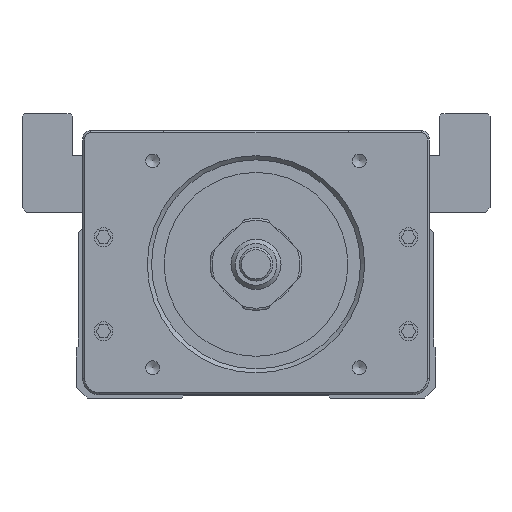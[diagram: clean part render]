
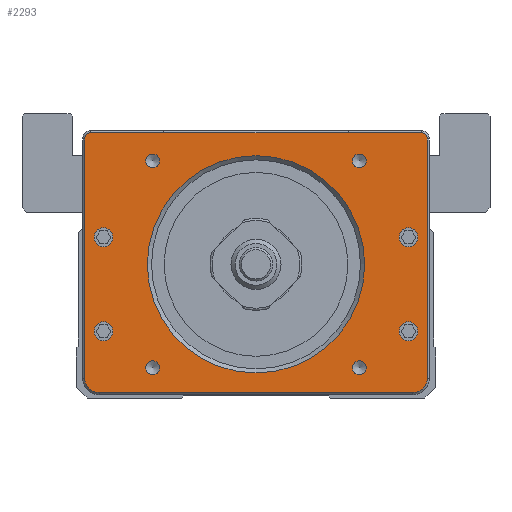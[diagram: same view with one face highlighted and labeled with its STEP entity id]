
A CAD part, front view. The second image highlights one B-rep face of the part: STEP entity #2293.
In plain terms, the highlighted planar face has unit normal (0, -1, 0).
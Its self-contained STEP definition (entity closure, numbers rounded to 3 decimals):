
#2293=ADVANCED_FACE('',(#8558,#8559,#8560,#8561,#8562,#8563,#8564,#8565,
#8566,#8567),#3380,.F.);
#3380=PLANE('',#23393);
#5007=LINE('',#34651,#7174);
#5008=LINE('',#34656,#7175);
#5009=LINE('',#34660,#7176);
#5010=LINE('',#34664,#7177);
#7174=VECTOR('',#27396,1.);
#7175=VECTOR('',#27399,1.);
#7176=VECTOR('',#27402,1.);
#7177=VECTOR('',#27405,1.);
#8558=FACE_BOUND('',#9713,.T.);
#8559=FACE_BOUND('',#9714,.T.);
#8560=FACE_BOUND('',#9715,.T.);
#8561=FACE_BOUND('',#9716,.T.);
#8562=FACE_BOUND('',#9717,.T.);
#8563=FACE_BOUND('',#9718,.T.);
#8564=FACE_BOUND('',#9719,.T.);
#8565=FACE_BOUND('',#9720,.T.);
#8566=FACE_BOUND('',#9721,.T.);
#8567=FACE_BOUND('',#9722,.T.);
#9713=EDGE_LOOP('',(#13587));
#9714=EDGE_LOOP('',(#13588));
#9715=EDGE_LOOP('',(#13589));
#9716=EDGE_LOOP('',(#13590));
#9717=EDGE_LOOP('',(#13591));
#9718=EDGE_LOOP('',(#13592,#13593,#13594,#13595,#13596,#13597,#13598,#13599));
#9719=EDGE_LOOP('',(#13600));
#9720=EDGE_LOOP('',(#13601));
#9721=EDGE_LOOP('',(#13602));
#9722=EDGE_LOOP('',(#13603));
#13587=ORIENTED_EDGE('',*,*,#20359,.T.);
#13588=ORIENTED_EDGE('',*,*,#20360,.T.);
#13589=ORIENTED_EDGE('',*,*,#20361,.T.);
#13590=ORIENTED_EDGE('',*,*,#20362,.T.);
#13591=ORIENTED_EDGE('',*,*,#20363,.T.);
#13592=ORIENTED_EDGE('',*,*,#20364,.T.);
#13593=ORIENTED_EDGE('',*,*,#20365,.T.);
#13594=ORIENTED_EDGE('',*,*,#20366,.T.);
#13595=ORIENTED_EDGE('',*,*,#20367,.T.);
#13596=ORIENTED_EDGE('',*,*,#20368,.T.);
#13597=ORIENTED_EDGE('',*,*,#20369,.T.);
#13598=ORIENTED_EDGE('',*,*,#20370,.T.);
#13599=ORIENTED_EDGE('',*,*,#20371,.T.);
#13600=ORIENTED_EDGE('',*,*,#20372,.T.);
#13601=ORIENTED_EDGE('',*,*,#20373,.T.);
#13602=ORIENTED_EDGE('',*,*,#20374,.T.);
#13603=ORIENTED_EDGE('',*,*,#20375,.T.);
#17840=VERTEX_POINT('',#34642);
#17841=VERTEX_POINT('',#34644);
#17842=VERTEX_POINT('',#34646);
#17843=VERTEX_POINT('',#34648);
#17844=VERTEX_POINT('',#34650);
#17845=VERTEX_POINT('',#34652);
#17846=VERTEX_POINT('',#34653);
#17847=VERTEX_POINT('',#34655);
#17848=VERTEX_POINT('',#34657);
#17849=VERTEX_POINT('',#34659);
#17850=VERTEX_POINT('',#34661);
#17851=VERTEX_POINT('',#34663);
#17852=VERTEX_POINT('',#34665);
#17853=VERTEX_POINT('',#34668);
#17854=VERTEX_POINT('',#34670);
#17855=VERTEX_POINT('',#34672);
#17856=VERTEX_POINT('',#34674);
#20359=EDGE_CURVE('',#17840,#17840,#22136,.T.);
#20360=EDGE_CURVE('',#17841,#17841,#22137,.T.);
#20361=EDGE_CURVE('',#17842,#17842,#22138,.T.);
#20362=EDGE_CURVE('',#17843,#17843,#22139,.T.);
#20363=EDGE_CURVE('',#17844,#17844,#22140,.T.);
#20364=EDGE_CURVE('',#17845,#17846,#5007,.T.);
#20365=EDGE_CURVE('',#17846,#17847,#22141,.T.);
#20366=EDGE_CURVE('',#17847,#17848,#5008,.T.);
#20367=EDGE_CURVE('',#17848,#17849,#22142,.T.);
#20368=EDGE_CURVE('',#17849,#17850,#5009,.T.);
#20369=EDGE_CURVE('',#17850,#17851,#22143,.T.);
#20370=EDGE_CURVE('',#17851,#17852,#5010,.T.);
#20371=EDGE_CURVE('',#17852,#17845,#22144,.T.);
#20372=EDGE_CURVE('',#17853,#17853,#22145,.T.);
#20373=EDGE_CURVE('',#17854,#17854,#22146,.T.);
#20374=EDGE_CURVE('',#17855,#17855,#22147,.T.);
#20375=EDGE_CURVE('',#17856,#17856,#22148,.T.);
#22136=CIRCLE('',#23380,26.);
#22137=CIRCLE('',#23381,1.65);
#22138=CIRCLE('',#23382,1.65);
#22139=CIRCLE('',#23383,1.65);
#22140=CIRCLE('',#23384,1.65);
#22141=CIRCLE('',#23385,1.5);
#22142=CIRCLE('',#23386,1.5);
#22143=CIRCLE('',#23387,3.5);
#22144=CIRCLE('',#23388,3.5);
#22145=CIRCLE('',#23389,2.25);
#22146=CIRCLE('',#23390,2.25);
#22147=CIRCLE('',#23391,2.25);
#22148=CIRCLE('',#23392,2.25);
#23380=AXIS2_PLACEMENT_3D('',#34641,#27386,#27387);
#23381=AXIS2_PLACEMENT_3D('',#34643,#27388,#27389);
#23382=AXIS2_PLACEMENT_3D('',#34645,#27390,#27391);
#23383=AXIS2_PLACEMENT_3D('',#34647,#27392,#27393);
#23384=AXIS2_PLACEMENT_3D('',#34649,#27394,#27395);
#23385=AXIS2_PLACEMENT_3D('',#34654,#27397,#27398);
#23386=AXIS2_PLACEMENT_3D('',#34658,#27400,#27401);
#23387=AXIS2_PLACEMENT_3D('',#34662,#27403,#27404);
#23388=AXIS2_PLACEMENT_3D('',#34666,#27406,#27407);
#23389=AXIS2_PLACEMENT_3D('',#34667,#27408,#27409);
#23390=AXIS2_PLACEMENT_3D('',#34669,#27410,#27411);
#23391=AXIS2_PLACEMENT_3D('',#34671,#27412,#27413);
#23392=AXIS2_PLACEMENT_3D('',#34673,#27414,#27415);
#23393=AXIS2_PLACEMENT_3D('',#34675,#27416,#27417);
#27386=DIRECTION('',(0.,1.,0.));
#27387=DIRECTION('',(0.,0.,1.));
#27388=DIRECTION('',(0.,1.,0.));
#27389=DIRECTION('',(0.,0.,1.));
#27390=DIRECTION('',(0.,1.,0.));
#27391=DIRECTION('',(0.,0.,1.));
#27392=DIRECTION('',(0.,1.,0.));
#27393=DIRECTION('',(0.,0.,1.));
#27394=DIRECTION('',(0.,1.,0.));
#27395=DIRECTION('',(0.,0.,1.));
#27396=DIRECTION('',(0.,0.,1.));
#27397=DIRECTION('',(0.,-1.,0.));
#27398=DIRECTION('',(0.,0.,1.));
#27399=DIRECTION('',(-1.,0.,0.));
#27400=DIRECTION('',(0.,-1.,0.));
#27401=DIRECTION('',(0.,0.,1.));
#27402=DIRECTION('',(0.,0.,-1.));
#27403=DIRECTION('',(0.,-1.,0.));
#27404=DIRECTION('',(0.,0.,1.));
#27405=DIRECTION('',(1.,0.,0.));
#27406=DIRECTION('',(0.,-1.,0.));
#27407=DIRECTION('',(0.,0.,1.));
#27408=DIRECTION('',(0.,1.,0.));
#27409=DIRECTION('',(0.,0.,1.));
#27410=DIRECTION('',(0.,1.,0.));
#27411=DIRECTION('',(0.,0.,1.));
#27412=DIRECTION('',(0.,1.,0.));
#27413=DIRECTION('',(0.,0.,1.));
#27414=DIRECTION('',(0.,1.,0.));
#27415=DIRECTION('',(0.,0.,1.));
#27416=DIRECTION('',(0.,1.,0.));
#27417=DIRECTION('',(0.,0.,-1.));
#34641=CARTESIAN_POINT('',(0.,-236.633,32.));
#34642=CARTESIAN_POINT('',(0.,-236.633,58.));
#34643=CARTESIAN_POINT('',(-24.749,-236.633,56.749));
#34644=CARTESIAN_POINT('',(-24.749,-236.633,58.399));
#34645=CARTESIAN_POINT('',(-24.749,-236.633,7.251));
#34646=CARTESIAN_POINT('',(-24.749,-236.633,8.901));
#34647=CARTESIAN_POINT('',(24.749,-236.633,7.251));
#34648=CARTESIAN_POINT('',(24.749,-236.633,8.901));
#34649=CARTESIAN_POINT('',(24.749,-236.633,56.749));
#34650=CARTESIAN_POINT('',(24.749,-236.633,58.399));
#34651=CARTESIAN_POINT('',(41.,-236.633,60.));
#34652=CARTESIAN_POINT('',(41.,-236.633,4.8));
#34653=CARTESIAN_POINT('',(41.,-236.633,62.));
#34654=CARTESIAN_POINT('',(39.5,-236.633,62.));
#34655=CARTESIAN_POINT('',(39.5,-236.633,63.5));
#34656=CARTESIAN_POINT('',(39.,-236.633,63.5));
#34657=CARTESIAN_POINT('',(-39.5,-236.633,63.5));
#34658=CARTESIAN_POINT('',(-39.5,-236.633,62.));
#34659=CARTESIAN_POINT('',(-41.,-236.633,62.));
#34660=CARTESIAN_POINT('',(-41.,-236.633,60.));
#34661=CARTESIAN_POINT('',(-41.,-236.633,4.8));
#34662=CARTESIAN_POINT('',(-37.5,-236.633,4.8));
#34663=CARTESIAN_POINT('',(-37.5,-236.633,1.3));
#34664=CARTESIAN_POINT('',(39.,-236.633,1.3));
#34665=CARTESIAN_POINT('',(37.5,-236.633,1.3));
#34666=CARTESIAN_POINT('',(37.5,-236.633,4.8));
#34667=CARTESIAN_POINT('',(-36.5,-236.633,38.5));
#34668=CARTESIAN_POINT('',(-36.5,-236.633,40.75));
#34669=CARTESIAN_POINT('',(-36.5,-236.633,16.));
#34670=CARTESIAN_POINT('',(-36.5,-236.633,18.25));
#34671=CARTESIAN_POINT('',(36.5,-236.633,38.5));
#34672=CARTESIAN_POINT('',(36.5,-236.633,40.75));
#34673=CARTESIAN_POINT('',(36.5,-236.633,16.));
#34674=CARTESIAN_POINT('',(36.5,-236.633,18.25));
#34675=CARTESIAN_POINT('',(39.,-236.633,60.));
